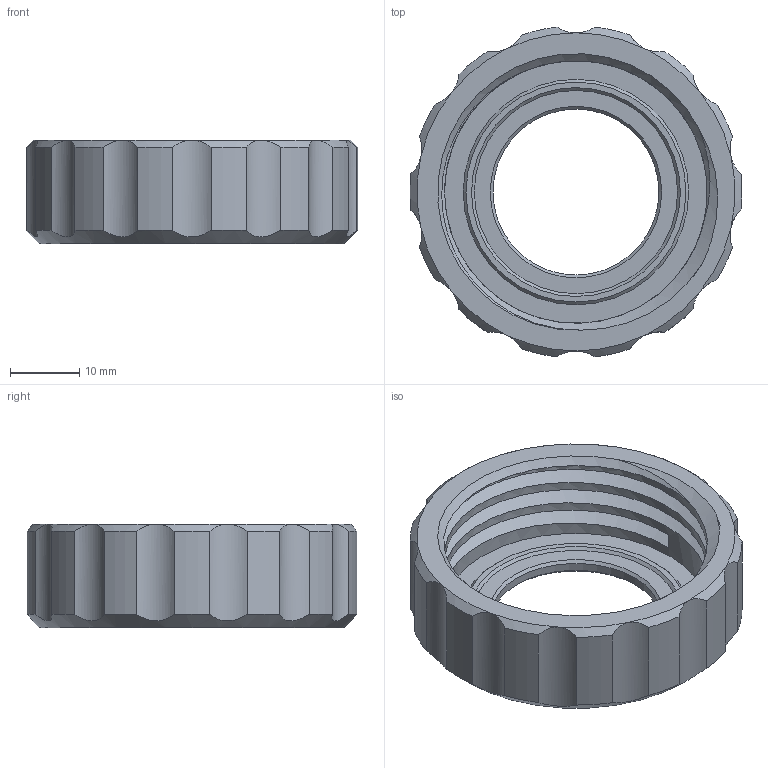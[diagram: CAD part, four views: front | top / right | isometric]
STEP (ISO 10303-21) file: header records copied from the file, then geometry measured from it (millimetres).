
FILE_DESCRIPTION(/* description */ (''),/* implementation_level */ '2;1');
FILE_NAME(/* name */ 'EnfamilTravelBottleNippleAdapter v7.step',/* time_stamp */ '2022-11-27T21:19:47-07:00',/* author */ (''),/* organization */ (''),/* preprocessor_version */ 'ST-DEVELOPER v19.2',/* originating_system */ 'Autodesk Translation Framework v11.17.0.187',/* authorisation */ '');
FILE_SCHEMA (('AUTOMOTIVE_DESIGN { 1 0 10303 214 3 1 1 }'));
Length unit declared in the file: millimetre
Products named in the file (1): EnfamilTravelBottleNippleAdapter
Bounding box: 47.98 x 47.68 x 15 mm (x, y, z)
Volume: 9628.8 mm3; surface area: 7175.6 mm2
Topology: 1 solids, 1 shells, 60 faces, 151 edges, 96 vertices
Faces by surface type: cylinder 32, cone 20, plane 6, bspline 2
Full cylindrical faces by diameter (mm): 24 x1, 38 x2
Entity records: 2863 total; most frequent: CARTESIAN_POINT 1448, ORIENTED_EDGE 302, DIRECTION 272, EDGE_CURVE 151, AXIS2_PLACEMENT_3D 116, VERTEX_POINT 96, EDGE_LOOP 65, FACE_OUTER_BOUND 60
